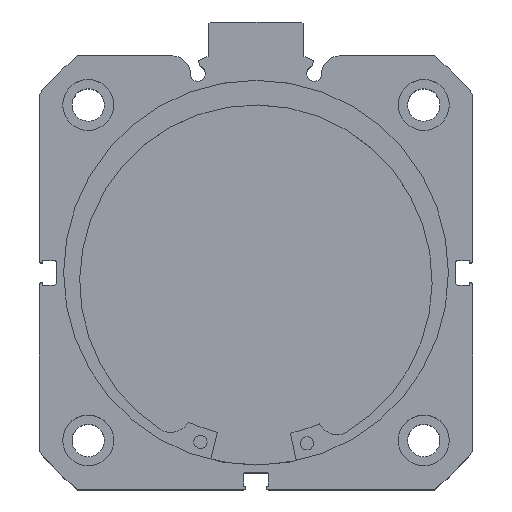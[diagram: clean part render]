
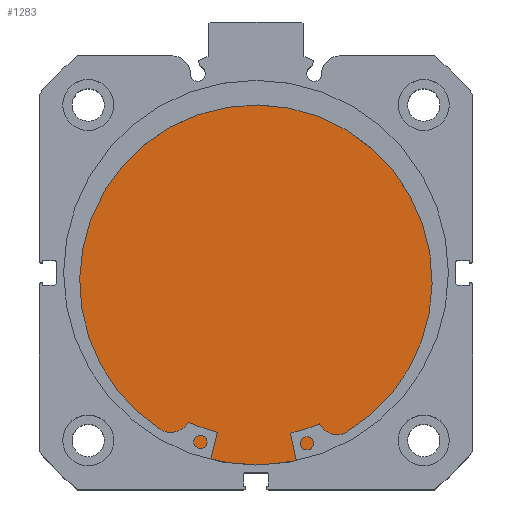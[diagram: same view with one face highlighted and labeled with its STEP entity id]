
A CAD part, top view. The second image highlights one B-rep face of the part: STEP entity #1283.
In plain terms, the highlighted face is planar.
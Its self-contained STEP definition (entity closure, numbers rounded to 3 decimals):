
#1283 = ADVANCED_FACE ( 'NONE', ( #2351 ), #6242, .F. ) ;
#2059 = EDGE_LOOP ( 'NONE', ( #5301, #5282 ) ) ;
#2351 = FACE_OUTER_BOUND ( 'NONE', #2059, .T. ) ;
#2644 = AXIS2_PLACEMENT_3D ( 'NONE', #6237, #6230, #6226 ) ;
#2982 = AXIS2_PLACEMENT_3D ( 'NONE', #4391, #4396, #4397 ) ;
#2988 = AXIS2_PLACEMENT_3D ( 'NONE', #4413, #4421, #4422 ) ;
#3694 = CIRCLE ( 'NONE', #2982, 51. ) ;
#3703 = CIRCLE ( 'NONE', #2988, 51. ) ;
#4290 = EDGE_CURVE ( 'NONE', #6295, #6291, #3694, .T. ) ;
#4299 = EDGE_CURVE ( 'NONE', #6291, #6295, #3703, .T. ) ;
#4391 = CARTESIAN_POINT ( 'NONE',  ( 13., 0., 0. ) ) ;
#4396 = DIRECTION ( 'NONE',  ( -1., 0., 0. ) ) ;
#4397 = DIRECTION ( 'NONE',  ( 0., 0., 1. ) ) ;
#4413 = CARTESIAN_POINT ( 'NONE',  ( 13., 0., 0. ) ) ;
#4421 = DIRECTION ( 'NONE',  ( -1., 0., 0. ) ) ;
#4422 = DIRECTION ( 'NONE',  ( 0., 0., 1. ) ) ;
#4698 = CARTESIAN_POINT ( 'NONE',  ( 13., 0., -51. ) ) ;
#4700 = CARTESIAN_POINT ( 'NONE',  ( 13., 0., 51. ) ) ;
#5282 = ORIENTED_EDGE ( 'NONE', *, *, #4299, .F. ) ;
#5301 = ORIENTED_EDGE ( 'NONE', *, *, #4290, .F. ) ;
#6226 = DIRECTION ( 'NONE',  ( 0., 0., 1. ) ) ;
#6230 = DIRECTION ( 'NONE',  ( -1., 0., 0. ) ) ;
#6237 = CARTESIAN_POINT ( 'NONE',  ( 13., 51., 0. ) ) ;
#6242 = PLANE ( 'NONE',  #2644 ) ;
#6291 = VERTEX_POINT ( 'NONE', #4698 ) ;
#6295 = VERTEX_POINT ( 'NONE', #4700 ) ;
